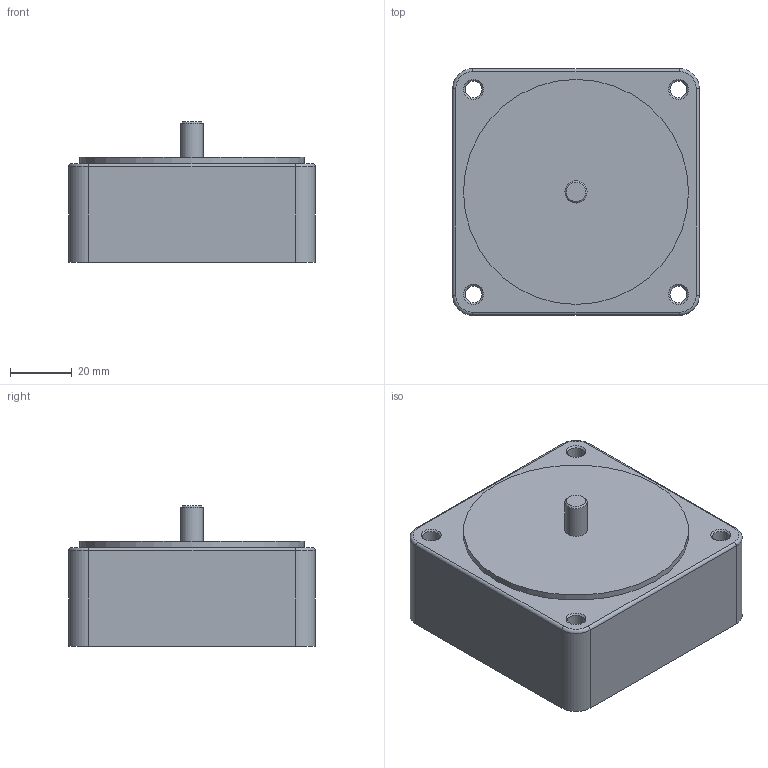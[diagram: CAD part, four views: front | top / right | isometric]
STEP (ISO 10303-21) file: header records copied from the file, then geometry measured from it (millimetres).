
FILE_DESCRIPTION((''),'2;1');
FILE_NAME('S8GX10B.stp','2013-11-27T16:07:55',('jy-jung'),(''),'Autodesk Inventor 2011','Autodesk Inventor 2011','');
FILE_SCHEMA(('AUTOMOTIVE_DESIGN { 1 0 10303 214 1 1 1 1 }'));
Length unit declared in the file: millimetre
Products named in the file (1): 부품72
Bounding box: 80 x 80 x 45.6 mm (x, y, z)
Volume: 191888.3 mm3; surface area: 26459.7 mm2
Topology: 1 solids, 1 shells, 35 faces, 74 edges, 45 vertices
Faces by surface type: cylinder 16, plane 10, cone 5, torus 4
Full cylindrical faces by diameter (mm): 5.5 x4, 7.23 x1, 8.5 x1, 73 x2
Entity records: 922 total; most frequent: DIRECTION 174, CARTESIAN_POINT 142, ORIENTED_EDGE 122, AXIS2_PLACEMENT_3D 77, EDGE_CURVE 61, EDGE_LOOP 60, VERTEX_POINT 45, CIRCLE 41
